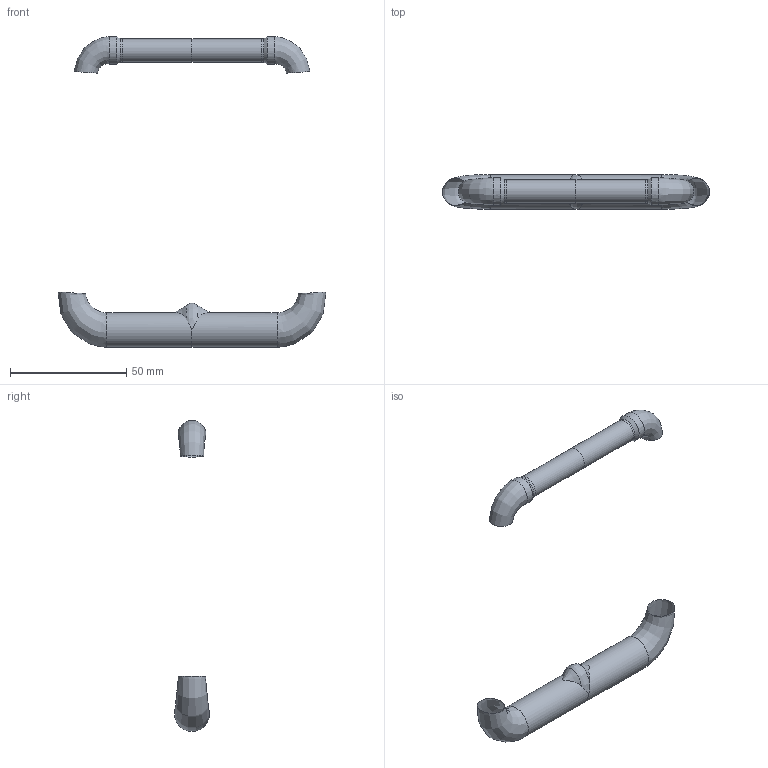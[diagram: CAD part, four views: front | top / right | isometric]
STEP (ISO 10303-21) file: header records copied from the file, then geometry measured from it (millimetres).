
FILE_DESCRIPTION(/* description */ (''),/* implementation_level */ '2;1');
FILE_NAME(/* name */ 'Icebox handle.stp',/* time_stamp */ '2018-02-20T21:42:16+11:00',/* author */ ('micha'),/* organization */ (''),/* preprocessor_version */ 'ST-DEVELOPER v16.13',/* originating_system */ 'Autodesk Inventor 2018',/* authorisation */ '');
FILE_SCHEMA (('AUTOMOTIVE_DESIGN { 1 0 10303 214 3 1 1 }'));
Length unit declared in the file: millimetre
Products named in the file (1): Icebox handle
Bounding box: 114.77 x 15 x 133.5 mm (x, y, z)
Volume: 46992.8 mm3; surface area: 15485 mm2
Topology: 1 solids, 1 shells, 19 faces, 50 edges, 36 vertices
Faces by surface type: bspline 9, cylinder 6, cone 4
Full cylindrical faces by diameter (mm): 10 x4, 15 x2
Entity records: 2035 total; most frequent: CARTESIAN_POINT 1569, ORIENTED_EDGE 88, DIRECTION 74, EDGE_CURVE 44, AXIS2_PLACEMENT_3D 32, VERTEX_POINT 25, CIRCLE 21, FACE_OUTER_BOUND 19
